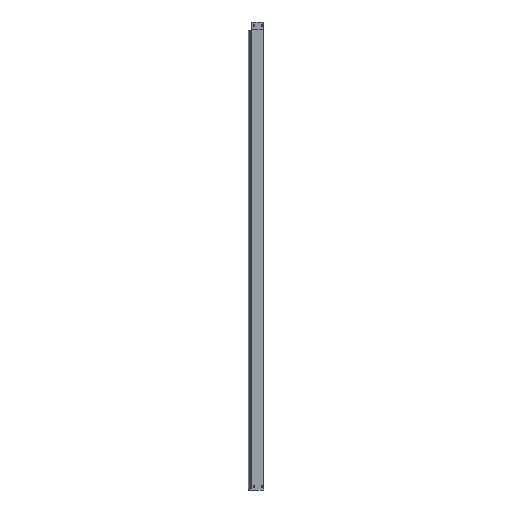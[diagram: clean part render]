
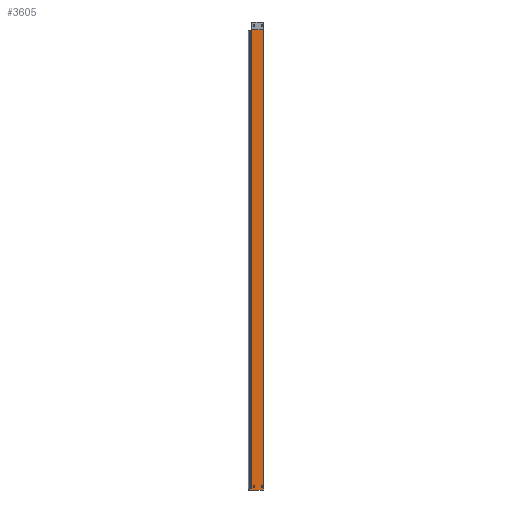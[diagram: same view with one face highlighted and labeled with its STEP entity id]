
A CAD part, left-side view. The second image highlights one B-rep face of the part: STEP entity #3605.
In plain terms, the highlighted planar face has unit normal (-1, 0, 0).
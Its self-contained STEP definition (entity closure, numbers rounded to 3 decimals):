
#133 = DIRECTION ( 'NONE',  ( 0., 0., 1. ) ) ;
#761 = VERTEX_POINT ( 'NONE', #20344 ) ;
#848 = VERTEX_POINT ( 'NONE', #6654 ) ;
#1176 = FACE_BOUND ( 'NONE', #20066, .T. ) ;
#1911 = CARTESIAN_POINT ( 'NONE',  ( -200., 59.5, 20. ) ) ;
#1990 = LINE ( 'NONE', #14211, #18267 ) ;
#2184 = CARTESIAN_POINT ( 'NONE',  ( -200., 1., 2948.764 ) ) ;
#2194 = DIRECTION ( 'NONE',  ( 1., 0., 0. ) ) ;
#2405 = VERTEX_POINT ( 'NONE', #3472 ) ;
#2914 = ORIENTED_EDGE ( 'NONE', *, *, #19097, .F. ) ;
#2938 = VECTOR ( 'NONE', #6774, 1000. ) ;
#3106 = EDGE_CURVE ( 'NONE', #10884, #4599, #4414, .T. ) ;
#3309 = LINE ( 'NONE', #7136, #6004 ) ;
#3412 = AXIS2_PLACEMENT_3D ( 'NONE', #15206, #16938, #16796 ) ;
#3472 = CARTESIAN_POINT ( 'NONE',  ( -200., 77.902, 0. ) ) ;
#3563 = ORIENTED_EDGE ( 'NONE', *, *, #9165, .T. ) ;
#3605 = ADVANCED_FACE ( 'NONE', ( #1176, #7115, #4142 ), #11630, .F. ) ;
#3880 = VERTEX_POINT ( 'NONE', #16109 ) ;
#3982 = CIRCLE ( 'NONE', #17063, 3.5 ) ;
#4035 = EDGE_CURVE ( 'NONE', #18529, #19600, #17489, .T. ) ;
#4142 = FACE_OUTER_BOUND ( 'NONE', #9444, .T. ) ;
#4228 = LINE ( 'NONE', #11986, #6941 ) ;
#4414 = LINE ( 'NONE', #7938, #8378 ) ;
#4599 = VERTEX_POINT ( 'NONE', #8214 ) ;
#4616 = ORIENTED_EDGE ( 'NONE', *, *, #11701, .F. ) ;
#4670 = ORIENTED_EDGE ( 'NONE', *, *, #5334, .F. ) ;
#4895 = DIRECTION ( 'NONE',  ( 0., 0., 1. ) ) ;
#5139 = DIRECTION ( 'NONE',  ( 0., -1., 0. ) ) ;
#5334 = EDGE_CURVE ( 'NONE', #761, #6342, #12996, .T. ) ;
#5458 = EDGE_CURVE ( 'NONE', #4599, #18529, #16450, .T. ) ;
#6004 = VECTOR ( 'NONE', #10310, 1000. ) ;
#6182 = DIRECTION ( 'NONE',  ( 0., -1., 0. ) ) ;
#6283 = DIRECTION ( 'NONE',  ( -1., 0., 0. ) ) ;
#6342 = VERTEX_POINT ( 'NONE', #12035 ) ;
#6380 = CARTESIAN_POINT ( 'NONE',  ( -200., 7., 20. ) ) ;
#6654 = CARTESIAN_POINT ( 'NONE',  ( -200., 77.402, 2948.5 ) ) ;
#6774 = DIRECTION ( 'NONE',  ( 0., 0., -1. ) ) ;
#6784 = DIRECTION ( 'NONE',  ( -1., 0., 0. ) ) ;
#6791 = VERTEX_POINT ( 'NONE', #10021 ) ;
#6941 = VECTOR ( 'NONE', #14944, 1000. ) ;
#7034 = EDGE_CURVE ( 'NONE', #19600, #10884, #14686, .T. ) ;
#7115 = FACE_BOUND ( 'NONE', #12943, .T. ) ;
#7136 = CARTESIAN_POINT ( 'NONE',  ( -200., 0., 0. ) ) ;
#7243 = ORIENTED_EDGE ( 'NONE', *, *, #16042, .F. ) ;
#7601 = DIRECTION ( 'NONE',  ( 0., 0., -1. ) ) ;
#7938 = CARTESIAN_POINT ( 'NONE',  ( -200., 59.5, 20. ) ) ;
#7955 = VERTEX_POINT ( 'NONE', #17630 ) ;
#8005 = AXIS2_PLACEMENT_3D ( 'NONE', #9907, #2194, #13205 ) ;
#8214 = CARTESIAN_POINT ( 'NONE',  ( -200., 59.5, 28. ) ) ;
#8378 = VECTOR ( 'NONE', #4895, 1000. ) ;
#8784 = EDGE_CURVE ( 'NONE', #12289, #6791, #18631, .T. ) ;
#8795 = VECTOR ( 'NONE', #7601, 1000. ) ;
#9165 = EDGE_CURVE ( 'NONE', #2405, #16745, #3309, .T. ) ;
#9317 = DIRECTION ( 'NONE',  ( 0., 0., 1. ) ) ;
#9444 = EDGE_LOOP ( 'NONE', ( #4616, #14712, #2914, #7243, #20324, #3563 ) ) ;
#9577 = CARTESIAN_POINT ( 'NONE',  ( -200., 0., 2948.5 ) ) ;
#9907 = CARTESIAN_POINT ( 'NONE',  ( -200., 0., 0. ) ) ;
#10021 = CARTESIAN_POINT ( 'NONE',  ( -200., 77.402, 2948.764 ) ) ;
#10310 = DIRECTION ( 'NONE',  ( 0., -1., 0. ) ) ;
#10838 = EDGE_CURVE ( 'NONE', #11653, #761, #3982, .T. ) ;
#10884 = VERTEX_POINT ( 'NONE', #1911 ) ;
#11182 = CIRCLE ( 'NONE', #19352, 3.5 ) ;
#11356 = CARTESIAN_POINT ( 'NONE',  ( -200., 66.5, 28. ) ) ;
#11630 = PLANE ( 'NONE',  #8005 ) ;
#11653 = VERTEX_POINT ( 'NONE', #19526 ) ;
#11701 = EDGE_CURVE ( 'NONE', #12289, #16745, #4228, .T. ) ;
#11826 = DIRECTION ( 'NONE',  ( 0., 0., -1. ) ) ;
#11986 = CARTESIAN_POINT ( 'NONE',  ( -200., 1., 0. ) ) ;
#12035 = CARTESIAN_POINT ( 'NONE',  ( -200., 10.5, 20. ) ) ;
#12289 = VERTEX_POINT ( 'NONE', #2184 ) ;
#12446 = EDGE_CURVE ( 'NONE', #7955, #2405, #13557, .T. ) ;
#12480 = CARTESIAN_POINT ( 'NONE',  ( -200., 77.402, 0. ) ) ;
#12732 = VECTOR ( 'NONE', #6182, 1000. ) ;
#12943 = EDGE_LOOP ( 'NONE', ( #14410, #19651, #15326, #14363 ) ) ;
#12996 = LINE ( 'NONE', #20174, #8795 ) ;
#13205 = DIRECTION ( 'NONE',  ( 0., 1., 0. ) ) ;
#13214 = ORIENTED_EDGE ( 'NONE', *, *, #10838, .F. ) ;
#13269 = CARTESIAN_POINT ( 'NONE',  ( -200., 77.902, 2948.5 ) ) ;
#13557 = LINE ( 'NONE', #13269, #19765 ) ;
#13609 = CARTESIAN_POINT ( 'NONE',  ( -200., 0., 2948.764 ) ) ;
#14211 = CARTESIAN_POINT ( 'NONE',  ( -200., 3.5, 20. ) ) ;
#14294 = CARTESIAN_POINT ( 'NONE',  ( -200., 63., 28. ) ) ;
#14325 = DIRECTION ( 'NONE',  ( 0., -1., 0. ) ) ;
#14363 = ORIENTED_EDGE ( 'NONE', *, *, #5458, .F. ) ;
#14410 = ORIENTED_EDGE ( 'NONE', *, *, #3106, .F. ) ;
#14686 = CIRCLE ( 'NONE', #3412, 3.5 ) ;
#14712 = ORIENTED_EDGE ( 'NONE', *, *, #8784, .T. ) ;
#14844 = CARTESIAN_POINT ( 'NONE',  ( -200., 66.5, 20. ) ) ;
#14944 = DIRECTION ( 'NONE',  ( 0., 0., -1. ) ) ;
#15206 = CARTESIAN_POINT ( 'NONE',  ( -200., 63., 20. ) ) ;
#15326 = ORIENTED_EDGE ( 'NONE', *, *, #4035, .F. ) ;
#15406 = VECTOR ( 'NONE', #16781, 1000. ) ;
#16042 = EDGE_CURVE ( 'NONE', #7955, #848, #19426, .T. ) ;
#16109 = CARTESIAN_POINT ( 'NONE',  ( -200., 3.5, 20. ) ) ;
#16433 = ORIENTED_EDGE ( 'NONE', *, *, #18539, .F. ) ;
#16450 = CIRCLE ( 'NONE', #16996, 3.5 ) ;
#16745 = VERTEX_POINT ( 'NONE', #19764 ) ;
#16781 = DIRECTION ( 'NONE',  ( 0., 1., 0. ) ) ;
#16796 = DIRECTION ( 'NONE',  ( 0., -1., 0. ) ) ;
#16938 = DIRECTION ( 'NONE',  ( -1., 0., 0. ) ) ;
#16996 = AXIS2_PLACEMENT_3D ( 'NONE', #14294, #6283, #18926 ) ;
#17063 = AXIS2_PLACEMENT_3D ( 'NONE', #19428, #6784, #5139 ) ;
#17489 = LINE ( 'NONE', #14844, #2938 ) ;
#17630 = CARTESIAN_POINT ( 'NONE',  ( -200., 77.902, 2948.5 ) ) ;
#17719 = DIRECTION ( 'NONE',  ( -1., 0., 0. ) ) ;
#17961 = VECTOR ( 'NONE', #9317, 1000. ) ;
#18267 = VECTOR ( 'NONE', #133, 1000. ) ;
#18529 = VERTEX_POINT ( 'NONE', #11356 ) ;
#18539 = EDGE_CURVE ( 'NONE', #6342, #3880, #11182, .T. ) ;
#18631 = LINE ( 'NONE', #13609, #15406 ) ;
#18926 = DIRECTION ( 'NONE',  ( 0., -1., 0. ) ) ;
#18976 = CARTESIAN_POINT ( 'NONE',  ( -200., 66.5, 20. ) ) ;
#19097 = EDGE_CURVE ( 'NONE', #848, #6791, #19913, .T. ) ;
#19257 = EDGE_CURVE ( 'NONE', #3880, #11653, #1990, .T. ) ;
#19352 = AXIS2_PLACEMENT_3D ( 'NONE', #6380, #17719, #14325 ) ;
#19426 = LINE ( 'NONE', #9577, #12732 ) ;
#19428 = CARTESIAN_POINT ( 'NONE',  ( -200., 7., 28. ) ) ;
#19526 = CARTESIAN_POINT ( 'NONE',  ( -200., 3.5, 28. ) ) ;
#19589 = ORIENTED_EDGE ( 'NONE', *, *, #19257, .F. ) ;
#19600 = VERTEX_POINT ( 'NONE', #18976 ) ;
#19651 = ORIENTED_EDGE ( 'NONE', *, *, #7034, .F. ) ;
#19764 = CARTESIAN_POINT ( 'NONE',  ( -200., 1., 0. ) ) ;
#19765 = VECTOR ( 'NONE', #11826, 1000. ) ;
#19913 = LINE ( 'NONE', #12480, #17961 ) ;
#20066 = EDGE_LOOP ( 'NONE', ( #19589, #16433, #4670, #13214 ) ) ;
#20174 = CARTESIAN_POINT ( 'NONE',  ( -200., 10.5, 20. ) ) ;
#20324 = ORIENTED_EDGE ( 'NONE', *, *, #12446, .T. ) ;
#20344 = CARTESIAN_POINT ( 'NONE',  ( -200., 10.5, 28. ) ) ;
